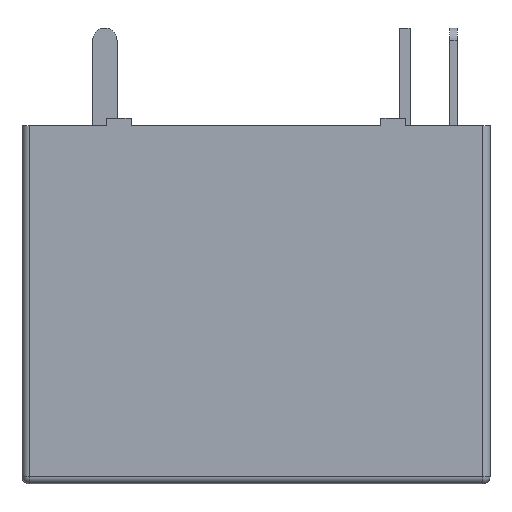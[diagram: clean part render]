
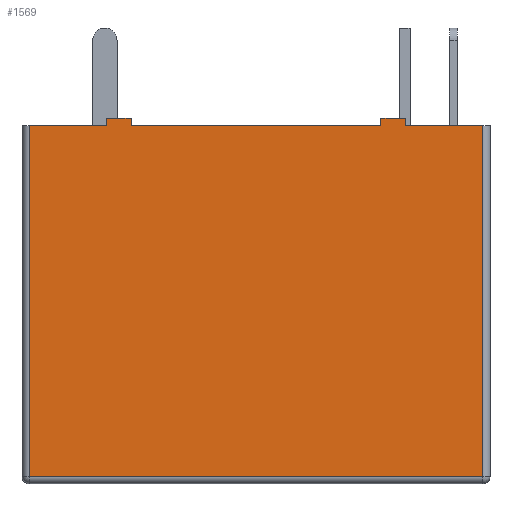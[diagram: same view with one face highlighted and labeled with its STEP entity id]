
A CAD part, front view. The second image highlights one B-rep face of the part: STEP entity #1569.
In plain terms, the highlighted planar face has unit normal (0, -1, 0).
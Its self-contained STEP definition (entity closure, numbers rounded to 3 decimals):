
#228=DIRECTION('',(-1.,0.,0.));
#229=VECTOR('',#228,3.175);
#230=CARTESIAN_POINT('',(9.3,-7.75,0.));
#231=LINE('',#230,#229);
#244=DIRECTION('',(-1.,0.,0.));
#245=VECTOR('',#244,10.25);
#246=CARTESIAN_POINT('',(5.125,-7.75,0.));
#247=LINE('',#246,#245);
#260=DIRECTION('',(-1.,0.,0.));
#261=VECTOR('',#260,3.175);
#262=CARTESIAN_POINT('',(-6.125,-7.75,0.));
#263=LINE('',#262,#261);
#544=DIRECTION('',(1.,0.,0.));
#545=VECTOR('',#544,1.);
#546=CARTESIAN_POINT('',(-6.125,-7.75,0.3));
#547=LINE('',#546,#545);
#560=DIRECTION('',(1.,0.,0.));
#561=VECTOR('',#560,1.);
#562=CARTESIAN_POINT('',(5.125,-7.75,0.3));
#563=LINE('',#562,#561);
#588=DIRECTION('',(0.,0.,-1.));
#589=VECTOR('',#588,14.4);
#590=CARTESIAN_POINT('',(-9.3,-7.75,0.));
#591=LINE('',#590,#589);
#592=DIRECTION('',(0.,0.,1.));
#593=VECTOR('',#592,0.3);
#594=CARTESIAN_POINT('',(-6.125,-7.75,0.));
#595=LINE('',#594,#593);
#596=DIRECTION('',(0.,0.,1.));
#597=VECTOR('',#596,0.3);
#598=CARTESIAN_POINT('',(5.125,-7.75,0.));
#599=LINE('',#598,#597);
#600=DIRECTION('',(0.,0.,-1.));
#601=VECTOR('',#600,14.4);
#602=CARTESIAN_POINT('',(9.3,-7.75,0.));
#603=LINE('',#602,#601);
#604=DIRECTION('',(-1.,0.,0.));
#605=VECTOR('',#604,18.6);
#606=CARTESIAN_POINT('',(9.3,-7.75,-14.4));
#607=LINE('',#606,#605);
#716=DIRECTION('',(0.,0.,1.));
#717=VECTOR('',#716,0.3);
#718=CARTESIAN_POINT('',(-5.125,-7.75,0.));
#719=LINE('',#718,#717);
#728=DIRECTION('',(0.,0.,1.));
#729=VECTOR('',#728,0.3);
#730=CARTESIAN_POINT('',(6.125,-7.75,0.));
#731=LINE('',#730,#729);
#748=CARTESIAN_POINT('',(-6.125,-7.75,0.3));
#749=CARTESIAN_POINT('',(-5.125,-7.75,0.3));
#750=VERTEX_POINT('',#748);
#751=VERTEX_POINT('',#749);
#756=CARTESIAN_POINT('',(5.125,-7.75,0.3));
#757=CARTESIAN_POINT('',(6.125,-7.75,0.3));
#758=VERTEX_POINT('',#756);
#759=VERTEX_POINT('',#757);
#780=CARTESIAN_POINT('',(-5.125,-7.75,0.));
#782=VERTEX_POINT('',#780);
#786=CARTESIAN_POINT('',(-6.125,-7.75,0.));
#787=VERTEX_POINT('',#786);
#788=CARTESIAN_POINT('',(6.125,-7.75,0.));
#790=VERTEX_POINT('',#788);
#794=CARTESIAN_POINT('',(5.125,-7.75,0.));
#795=VERTEX_POINT('',#794);
#821=CARTESIAN_POINT('',(-9.3,-7.75,0.));
#823=VERTEX_POINT('',#821);
#824=CARTESIAN_POINT('',(-9.3,-7.75,-14.4));
#825=VERTEX_POINT('',#824);
#828=CARTESIAN_POINT('',(9.3,-7.75,-14.4));
#829=VERTEX_POINT('',#828);
#830=CARTESIAN_POINT('',(9.3,-7.75,0.));
#832=VERTEX_POINT('',#830);
#1543=CARTESIAN_POINT('',(-9.6,-7.75,0.));
#1544=DIRECTION('',(0.,-1.,0.));
#1545=DIRECTION('',(1.,0.,0.));
#1546=AXIS2_PLACEMENT_3D('',#1543,#1544,#1545);
#1547=PLANE('',#1546);
#1549=ORIENTED_EDGE('',*,*,#1548,.F.);
#1550=ORIENTED_EDGE('',*,*,#943,.F.);
#1552=ORIENTED_EDGE('',*,*,#1551,.T.);
#1553=ORIENTED_EDGE('',*,*,#1478,.T.);
#1555=ORIENTED_EDGE('',*,*,#1554,.F.);
#1556=ORIENTED_EDGE('',*,*,#935,.F.);
#1558=ORIENTED_EDGE('',*,*,#1557,.T.);
#1559=ORIENTED_EDGE('',*,*,#1494,.T.);
#1561=ORIENTED_EDGE('',*,*,#1560,.F.);
#1562=ORIENTED_EDGE('',*,*,#927,.F.);
#1564=ORIENTED_EDGE('',*,*,#1563,.T.);
#1566=ORIENTED_EDGE('',*,*,#1565,.T.);
#1567=EDGE_LOOP('',(#1549,#1550,#1552,#1553,#1555,#1556,#1558,#1559,#1561,#1562,
#1564,#1566));
#1568=FACE_OUTER_BOUND('',#1567,.F.);
#927=EDGE_CURVE('',#832,#790,#231,.T.);
#935=EDGE_CURVE('',#795,#782,#247,.T.);
#943=EDGE_CURVE('',#787,#823,#263,.T.);
#1478=EDGE_CURVE('',#750,#751,#547,.T.);
#1494=EDGE_CURVE('',#758,#759,#563,.T.);
#1548=EDGE_CURVE('',#823,#825,#591,.T.);
#1551=EDGE_CURVE('',#787,#750,#595,.T.);
#1554=EDGE_CURVE('',#782,#751,#719,.T.);
#1557=EDGE_CURVE('',#795,#758,#599,.T.);
#1560=EDGE_CURVE('',#790,#759,#731,.T.);
#1563=EDGE_CURVE('',#832,#829,#603,.T.);
#1565=EDGE_CURVE('',#829,#825,#607,.T.);
#1569=ADVANCED_FACE('',(#1568),#1547,.T.);
